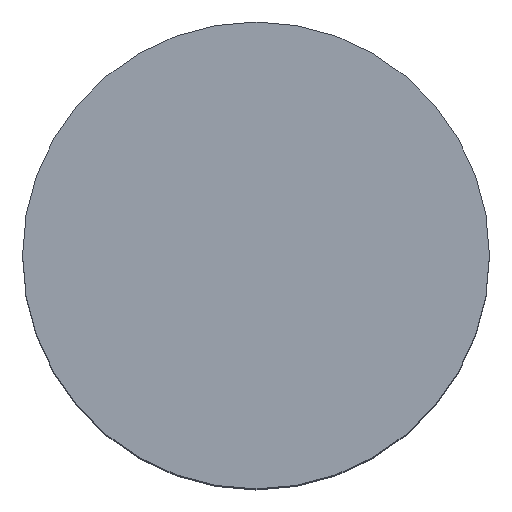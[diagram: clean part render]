
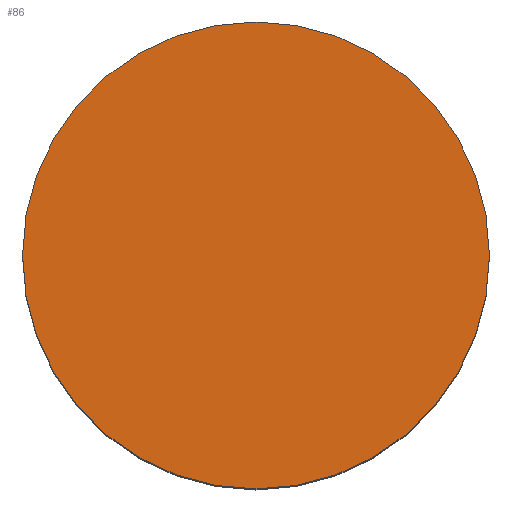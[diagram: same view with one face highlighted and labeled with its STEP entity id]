
A CAD part, top view. The second image highlights one B-rep face of the part: STEP entity #86.
In plain terms, the highlighted planar face has unit normal (0, 0, 1).
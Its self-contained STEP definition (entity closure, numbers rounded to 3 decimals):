
#27=FACE_OUTER_BOUND('',#34,.T.);
#34=EDGE_LOOP('',(#64));
#43=CIRCLE('',#115,2.25);
#49=VERTEX_POINT('',#161);
#55=EDGE_CURVE('',#49,#49,#43,.T.);
#64=ORIENTED_EDGE('',*,*,#55,.F.);
#82=PLANE('',#114);
#86=ADVANCED_FACE('',(#27),#82,.T.);
#114=AXIS2_PLACEMENT_3D('',#160,#131,#132);
#115=AXIS2_PLACEMENT_3D('',#162,#133,#134);
#131=DIRECTION('center_axis',(0.,0.,1.));
#132=DIRECTION('ref_axis',(1.,0.,0.));
#133=DIRECTION('center_axis',(0.,0.,-1.));
#134=DIRECTION('ref_axis',(1.,0.,0.));
#160=CARTESIAN_POINT('Origin',(0.,2.25,5.9));
#161=CARTESIAN_POINT('',(0.,-2.25,5.9));
#162=CARTESIAN_POINT('Origin',(0.,0.,5.9));
